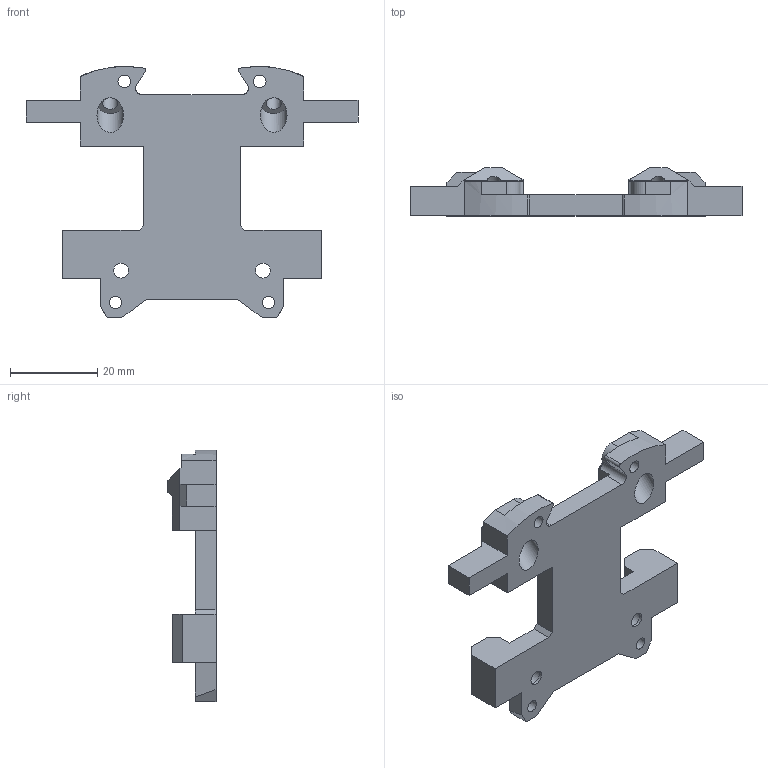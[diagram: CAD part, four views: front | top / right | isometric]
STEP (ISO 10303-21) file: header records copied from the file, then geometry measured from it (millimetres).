
FILE_DESCRIPTION(('FreeCAD Model'),'2;1');
FILE_NAME('Open CASCADE Shape Model','2024-06-08T20:20:50',(''),(''), 'Open CASCADE STEP processor 7.6','FreeCAD','Unknown');
FILE_SCHEMA(('AUTOMOTIVE_DESIGN { 1 0 10303 214 1 1 1 1 }'));
Length unit declared in the file: millimetre
Products named in the file (2): Front_TH_Side; TH_Side-Body
Assembly tree (1 placements, depth 2):
  Front_TH_Side
    TH_Side-Body
Bounding box: 76 x 11 x 57.51 mm (x, y, z)
Volume: 12408.8 mm3; surface area: 8848.8 mm2
Topology: 1 solids, 1 shells, 162 faces, 455 edges, 305 vertices
Faces by surface type: plane 138, cylinder 23, cone 1
Full cylindrical faces by diameter (mm): 2.8 x2, 2.9 x3, 3.4 x4, 4.1 x2, 6.1 x2
Entity records: 11529 total; most frequent: CARTESIAN_POINT 2330, DIRECTION 1716, LINE 1195, VECTOR 1195, ORIENTED_EDGE 908, PCURVE 908, DEFINITIONAL_REPRESENTATION 908, EDGE_CURVE 454
